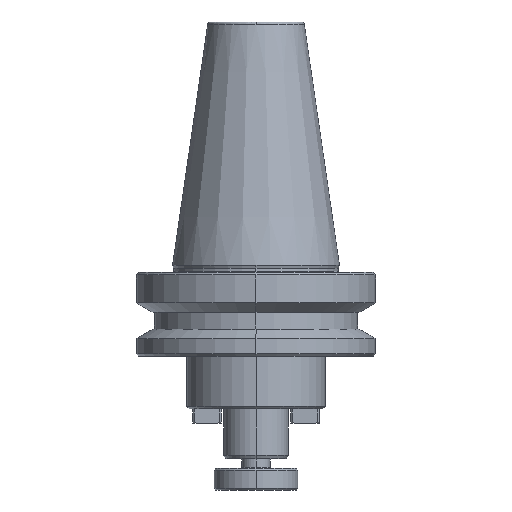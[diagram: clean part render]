
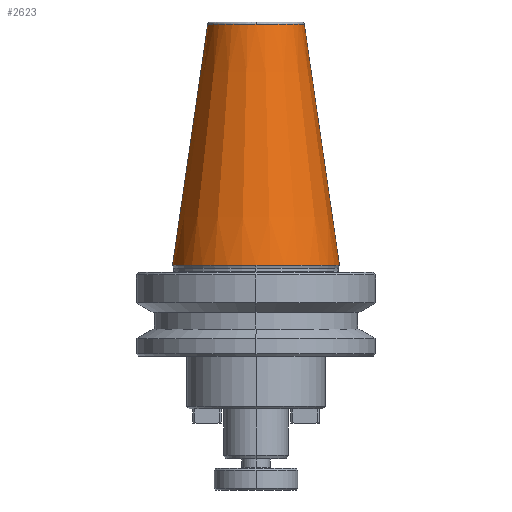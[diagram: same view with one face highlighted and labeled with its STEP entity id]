
A CAD part, left-side view. The second image highlights one B-rep face of the part: STEP entity #2623.
In plain terms, the highlighted conical face has half-angle 8.297 degrees and reference radius 34.925 mm.
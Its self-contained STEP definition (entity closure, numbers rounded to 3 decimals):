
#102 = EDGE_CURVE ( 'NONE', #2296, #519, #1558, .T. ) ;
#140 = EDGE_CURVE ( 'NONE', #1499, #519, #454, .T. ) ;
#166 = EDGE_CURVE ( 'NONE', #1131, #2624, #1483, .T. ) ;
#176 = ORIENTED_EDGE ( 'NONE', *, *, #1421, .T. ) ;
#252 = EDGE_CURVE ( 'NONE', #1535, #1131, #1265, .T. ) ;
#259 = CARTESIAN_POINT ( 'NONE',  ( 0., -34.925, 0. ) ) ;
#301 = EDGE_CURVE ( 'NONE', #2624, #1499, #1655, .T. ) ;
#390 = ORIENTED_EDGE ( 'NONE', *, *, #301, .T. ) ;
#434 = EDGE_LOOP ( 'NONE', ( #556, #176, #815, #2027, #390, #2100 ) ) ;
#454 = CIRCLE ( 'NONE', #1721, 34.925 ) ;
#519 = VERTEX_POINT ( 'NONE', #259 ) ;
#556 = ORIENTED_EDGE ( 'NONE', *, *, #102, .F. ) ;
#618 = CARTESIAN_POINT ( 'NONE',  ( 0., 20.204, 100.944 ) ) ;
#761 = DIRECTION ( 'NONE',  ( -1., 0., 0. ) ) ;
#815 = ORIENTED_EDGE ( 'NONE', *, *, #252, .T. ) ;
#816 = DIRECTION ( 'NONE',  ( -1., 0., 0. ) ) ;
#868 = CARTESIAN_POINT ( 'NONE',  ( 0., 0., 100.944 ) ) ;
#913 = CARTESIAN_POINT ( 'NONE',  ( 0., 0., 0. ) ) ;
#933 = VECTOR ( 'NONE', #1079, 1000. ) ;
#953 = DIRECTION ( 'NONE',  ( 0., 0., 1. ) ) ;
#1079 = DIRECTION ( 'NONE',  ( 0., -0.144, -0.99 ) ) ;
#1084 = DIRECTION ( 'NONE',  ( -1., 0., 0. ) ) ;
#1131 = VERTEX_POINT ( 'NONE', #618 ) ;
#1180 = CARTESIAN_POINT ( 'NONE',  ( 0., 34.925, 0. ) ) ;
#1188 = DIRECTION ( 'NONE',  ( 0., 0., -1. ) ) ;
#1192 = CARTESIAN_POINT ( 'NONE',  ( 0., 0., 0. ) ) ;
#1205 = DIRECTION ( 'NONE',  ( 0., 1., 0. ) ) ;
#1230 = CARTESIAN_POINT ( 'NONE',  ( 0., 0., 100.944 ) ) ;
#1265 = CIRCLE ( 'NONE', #2198, 20.204 ) ;
#1329 = CARTESIAN_POINT ( 'NONE',  ( 0., 34.925, 0. ) ) ;
#1421 = EDGE_CURVE ( 'NONE', #2296, #1535, #1752, .T. ) ;
#1426 = FACE_OUTER_BOUND ( 'NONE', #434, .T. ) ;
#1483 = LINE ( 'NONE', #1329, #2652 ) ;
#1499 = VERTEX_POINT ( 'NONE', #1561 ) ;
#1535 = VERTEX_POINT ( 'NONE', #1783 ) ;
#1549 = AXIS2_PLACEMENT_3D ( 'NONE', #868, #2496, #1084 ) ;
#1558 = LINE ( 'NONE', #2418, #933 ) ;
#1561 = CARTESIAN_POINT ( 'NONE',  ( -34.925, 0., 0. ) ) ;
#1652 = DIRECTION ( 'NONE',  ( 0., 0., -1. ) ) ;
#1655 = CIRCLE ( 'NONE', #2586, 34.925 ) ;
#1685 = CARTESIAN_POINT ( 'NONE',  ( 0., -20.204, 100.944 ) ) ;
#1721 = AXIS2_PLACEMENT_3D ( 'NONE', #913, #953, #816 ) ;
#1730 = CARTESIAN_POINT ( 'NONE',  ( 0., 0., 0. ) ) ;
#1752 = CIRCLE ( 'NONE', #1549, 20.204 ) ;
#1776 = DIRECTION ( 'NONE',  ( -1., 0., 0. ) ) ;
#1783 = CARTESIAN_POINT ( 'NONE',  ( -20.204, 0., 100.944 ) ) ;
#1982 = AXIS2_PLACEMENT_3D ( 'NONE', #1192, #1188, #1205 ) ;
#2027 = ORIENTED_EDGE ( 'NONE', *, *, #166, .T. ) ;
#2100 = ORIENTED_EDGE ( 'NONE', *, *, #140, .T. ) ;
#2198 = AXIS2_PLACEMENT_3D ( 'NONE', #1230, #1652, #1776 ) ;
#2280 = DIRECTION ( 'NONE',  ( 0., 0.144, -0.99 ) ) ;
#2296 = VERTEX_POINT ( 'NONE', #1685 ) ;
#2352 = DIRECTION ( 'NONE',  ( 0., 0., 1. ) ) ;
#2418 = CARTESIAN_POINT ( 'NONE',  ( 0., -34.925, 0. ) ) ;
#2463 = CONICAL_SURFACE ( 'NONE', #1982, 34.925, 0.145 ) ;
#2496 = DIRECTION ( 'NONE',  ( 0., 0., -1. ) ) ;
#2586 = AXIS2_PLACEMENT_3D ( 'NONE', #1730, #2352, #761 ) ;
#2623 = ADVANCED_FACE ( 'NONE', ( #1426 ), #2463, .T. ) ;
#2624 = VERTEX_POINT ( 'NONE', #1180 ) ;
#2652 = VECTOR ( 'NONE', #2280, 1000. ) ;
